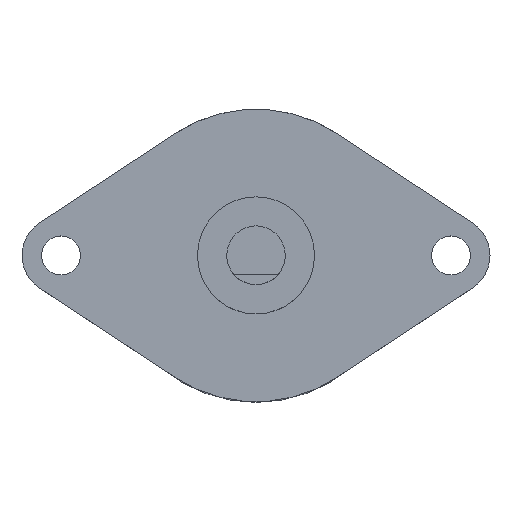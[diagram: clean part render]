
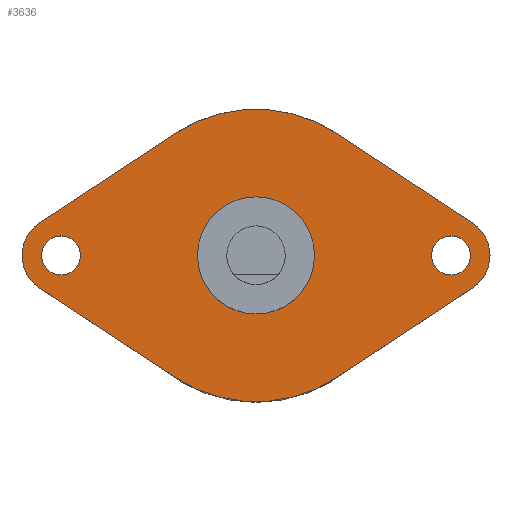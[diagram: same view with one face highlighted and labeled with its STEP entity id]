
A CAD part, top view. The second image highlights one B-rep face of the part: STEP entity #3636.
In plain terms, the highlighted planar face has unit normal (0, 0, 1).
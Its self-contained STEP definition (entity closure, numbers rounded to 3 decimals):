
#62 = DIRECTION ( 'NONE',  ( -1., 0., 0. ) ) ;
#74 = VERTEX_POINT ( 'NONE', #2516 ) ;
#99 = VERTEX_POINT ( 'NONE', #6212 ) ;
#107 = EDGE_LOOP ( 'NONE', ( #6946, #4488, #897, #1218, #4702, #9192, #1315, #7706, #4182 ) ) ;
#109 = DIRECTION ( 'NONE',  ( 0.835, 0.55, 0. ) ) ;
#147 = VECTOR ( 'NONE', #7782, 1000. ) ;
#150 = EDGE_CURVE ( 'NONE', #516, #6293, #7774, .T. ) ;
#235 = DIRECTION ( 'NONE',  ( 0., 0., -1. ) ) ;
#361 = DIRECTION ( 'NONE',  ( 0., 0., -1. ) ) ;
#516 = VERTEX_POINT ( 'NONE', #4058 ) ;
#669 = FACE_BOUND ( 'NONE', #3035, .T. ) ;
#775 = EDGE_CURVE ( 'NONE', #2426, #6972, #1886, .T. ) ;
#809 = VERTEX_POINT ( 'NONE', #967 ) ;
#892 = CARTESIAN_POINT ( 'NONE',  ( 4.125, 6.264, 22.5 ) ) ;
#897 = ORIENTED_EDGE ( 'NONE', *, *, #150, .T. ) ;
#967 = CARTESIAN_POINT ( 'NONE',  ( 12., 0., 22.5 ) ) ;
#1093 = DIRECTION ( 'NONE',  ( 1., 0., 0. ) ) ;
#1140 = VECTOR ( 'NONE', #8517, 1000. ) ;
#1218 = ORIENTED_EDGE ( 'NONE', *, *, #6922, .T. ) ;
#1220 = CARTESIAN_POINT ( 'NONE',  ( 10., 0., 22.5 ) ) ;
#1315 = ORIENTED_EDGE ( 'NONE', *, *, #2230, .T. ) ;
#1554 = CIRCLE ( 'NONE', #9171, 7.5 ) ;
#1572 = AXIS2_PLACEMENT_3D ( 'NONE', #7296, #2157, #8145 ) ;
#1584 = ORIENTED_EDGE ( 'NONE', *, *, #5338, .T. ) ;
#1732 = FACE_OUTER_BOUND ( 'NONE', #107, .T. ) ;
#1786 = CARTESIAN_POINT ( 'NONE',  ( 10., 0., 22.5 ) ) ;
#1832 = AXIS2_PLACEMENT_3D ( 'NONE', #7880, #5649, #1093 ) ;
#1834 = CIRCLE ( 'NONE', #8012, 1. ) ;
#1884 = DIRECTION ( 'NONE',  ( -1., 0., 0. ) ) ;
#1886 = LINE ( 'NONE', #9151, #3669 ) ;
#1930 = DIRECTION ( 'NONE',  ( 0., 0., -1. ) ) ;
#1949 = CARTESIAN_POINT ( 'NONE',  ( -10., 0., 22.5 ) ) ;
#1955 = AXIS2_PLACEMENT_3D ( 'NONE', #4206, #1930, #7893 ) ;
#1975 = DIRECTION ( 'NONE',  ( 1., 0., 0. ) ) ;
#2157 = DIRECTION ( 'NONE',  ( 0., 0., 1. ) ) ;
#2230 = EDGE_CURVE ( 'NONE', #6972, #809, #7748, .T. ) ;
#2254 = AXIS2_PLACEMENT_3D ( 'NONE', #3578, #8718, #5810 ) ;
#2403 = EDGE_CURVE ( 'NONE', #5955, #516, #2956, .T. ) ;
#2418 = CARTESIAN_POINT ( 'NONE',  ( 3., 0., 22.5 ) ) ;
#2426 = VERTEX_POINT ( 'NONE', #8583 ) ;
#2465 = EDGE_CURVE ( 'NONE', #4720, #7347, #5642, .T. ) ;
#2516 = CARTESIAN_POINT ( 'NONE',  ( 11.1, 1.67, 22.5 ) ) ;
#2535 = DIRECTION ( 'NONE',  ( -1., 0., 0. ) ) ;
#2593 = CARTESIAN_POINT ( 'NONE',  ( 0., 0., 22.5 ) ) ;
#2665 = EDGE_LOOP ( 'NONE', ( #9312, #8013 ) ) ;
#2670 = CIRCLE ( 'NONE', #8536, 7.5 ) ;
#2791 = AXIS2_PLACEMENT_3D ( 'NONE', #6031, #3113, #9101 ) ;
#2866 = EDGE_CURVE ( 'NONE', #7347, #4720, #5388, .T. ) ;
#2878 = CARTESIAN_POINT ( 'NONE',  ( 4.125, 6.264, 22.5 ) ) ;
#2956 = LINE ( 'NONE', #8486, #147 ) ;
#3035 = EDGE_LOOP ( 'NONE', ( #8628, #1584 ) ) ;
#3068 = CARTESIAN_POINT ( 'NONE',  ( 10., 0., 22.5 ) ) ;
#3112 = VECTOR ( 'NONE', #6837, 1000. ) ;
#3113 = DIRECTION ( 'NONE',  ( 0., 0., 1. ) ) ;
#3134 = EDGE_CURVE ( 'NONE', #99, #9156, #7848, .T. ) ;
#3169 = AXIS2_PLACEMENT_3D ( 'NONE', #3068, #6743, #62 ) ;
#3535 = DIRECTION ( 'NONE',  ( 0., 0., -1. ) ) ;
#3578 = CARTESIAN_POINT ( 'NONE',  ( -10., 0., 22.5 ) ) ;
#3635 = CARTESIAN_POINT ( 'NONE',  ( -11.1, -1.67, 22.5 ) ) ;
#3636 = ADVANCED_FACE ( 'NONE', ( #669, #1732, #4656, #7118 ), #3732, .T. ) ;
#3669 = VECTOR ( 'NONE', #109, 1000. ) ;
#3732 = PLANE ( 'NONE',  #2791 ) ;
#3808 = AXIS2_PLACEMENT_3D ( 'NONE', #2593, #361, #7828 ) ;
#3997 = EDGE_CURVE ( 'NONE', #4181, #4278, #4071, .T. ) ;
#4058 = CARTESIAN_POINT ( 'NONE',  ( -11.1, 1.67, 22.5 ) ) ;
#4071 = CIRCLE ( 'NONE', #1955, 3. ) ;
#4181 = VERTEX_POINT ( 'NONE', #8924 ) ;
#4182 = ORIENTED_EDGE ( 'NONE', *, *, #8793, .T. ) ;
#4206 = CARTESIAN_POINT ( 'NONE',  ( 0., 0., 22.5 ) ) ;
#4272 = DIRECTION ( 'NONE',  ( 0., 0., 1. ) ) ;
#4278 = VERTEX_POINT ( 'NONE', #2418 ) ;
#4453 = CARTESIAN_POINT ( 'NONE',  ( -11., 0., 22.5 ) ) ;
#4488 = ORIENTED_EDGE ( 'NONE', *, *, #2403, .T. ) ;
#4505 = AXIS2_PLACEMENT_3D ( 'NONE', #1786, #5608, #2535 ) ;
#4643 = CARTESIAN_POINT ( 'NONE',  ( 0., 0., 22.5 ) ) ;
#4656 = FACE_BOUND ( 'NONE', #9098, .T. ) ;
#4702 = ORIENTED_EDGE ( 'NONE', *, *, #5234, .F. ) ;
#4720 = VERTEX_POINT ( 'NONE', #4453 ) ;
#4981 = CARTESIAN_POINT ( 'NONE',  ( 0., 0., 22.5 ) ) ;
#5071 = ORIENTED_EDGE ( 'NONE', *, *, #3134, .F. ) ;
#5073 = LINE ( 'NONE', #6047, #3112 ) ;
#5234 = EDGE_CURVE ( 'NONE', #2426, #7306, #1554, .T. ) ;
#5338 = EDGE_CURVE ( 'NONE', #4278, #4181, #7363, .T. ) ;
#5388 = CIRCLE ( 'NONE', #1572, 1. ) ;
#5405 = CIRCLE ( 'NONE', #4505, 2. ) ;
#5608 = DIRECTION ( 'NONE',  ( 0., 0., 1. ) ) ;
#5642 = CIRCLE ( 'NONE', #2254, 1. ) ;
#5649 = DIRECTION ( 'NONE',  ( 0., 0., 1. ) ) ;
#5810 = DIRECTION ( 'NONE',  ( 1., 0., 0. ) ) ;
#5955 = VERTEX_POINT ( 'NONE', #7027 ) ;
#5998 = AXIS2_PLACEMENT_3D ( 'NONE', #1949, #6342, #1884 ) ;
#6031 = CARTESIAN_POINT ( 'NONE',  ( -7.5, 0., 22.5 ) ) ;
#6035 = EDGE_CURVE ( 'NONE', #9156, #99, #1834, .T. ) ;
#6047 = CARTESIAN_POINT ( 'NONE',  ( -4.125, -6.264, 22.5 ) ) ;
#6212 = CARTESIAN_POINT ( 'NONE',  ( 11., 0., 22.5 ) ) ;
#6293 = VERTEX_POINT ( 'NONE', #3635 ) ;
#6310 = LINE ( 'NONE', #892, #1140 ) ;
#6342 = DIRECTION ( 'NONE',  ( 0., 0., 1. ) ) ;
#6743 = DIRECTION ( 'NONE',  ( 0., 0., 1. ) ) ;
#6837 = DIRECTION ( 'NONE',  ( 0.835, -0.55, 0. ) ) ;
#6922 = EDGE_CURVE ( 'NONE', #6293, #7306, #5073, .T. ) ;
#6946 = ORIENTED_EDGE ( 'NONE', *, *, #8994, .F. ) ;
#6972 = VERTEX_POINT ( 'NONE', #7715 ) ;
#7027 = CARTESIAN_POINT ( 'NONE',  ( -4.125, 6.264, 22.5 ) ) ;
#7074 = ORIENTED_EDGE ( 'NONE', *, *, #6035, .F. ) ;
#7118 = FACE_BOUND ( 'NONE', #2665, .T. ) ;
#7176 = DIRECTION ( 'NONE',  ( -1., 0., 0. ) ) ;
#7190 = VERTEX_POINT ( 'NONE', #2878 ) ;
#7296 = CARTESIAN_POINT ( 'NONE',  ( -10., 0., 22.5 ) ) ;
#7306 = VERTEX_POINT ( 'NONE', #7468 ) ;
#7347 = VERTEX_POINT ( 'NONE', #8127 ) ;
#7363 = CIRCLE ( 'NONE', #3808, 3. ) ;
#7400 = CARTESIAN_POINT ( 'NONE',  ( 9., 0., 22.5 ) ) ;
#7468 = CARTESIAN_POINT ( 'NONE',  ( -4.125, -6.264, 22.5 ) ) ;
#7543 = EDGE_CURVE ( 'NONE', #809, #74, #5405, .T. ) ;
#7651 = DIRECTION ( 'NONE',  ( -1., 0., 0. ) ) ;
#7706 = ORIENTED_EDGE ( 'NONE', *, *, #7543, .T. ) ;
#7715 = CARTESIAN_POINT ( 'NONE',  ( 11.1, -1.67, 22.5 ) ) ;
#7748 = CIRCLE ( 'NONE', #3169, 2. ) ;
#7774 = CIRCLE ( 'NONE', #5998, 2. ) ;
#7782 = DIRECTION ( 'NONE',  ( -0.835, -0.55, 0. ) ) ;
#7828 = DIRECTION ( 'NONE',  ( -1., 0., 0. ) ) ;
#7848 = CIRCLE ( 'NONE', #1832, 1. ) ;
#7880 = CARTESIAN_POINT ( 'NONE',  ( 10., 0., 22.5 ) ) ;
#7893 = DIRECTION ( 'NONE',  ( -1., 0., 0. ) ) ;
#8012 = AXIS2_PLACEMENT_3D ( 'NONE', #1220, #4272, #1975 ) ;
#8013 = ORIENTED_EDGE ( 'NONE', *, *, #2465, .F. ) ;
#8127 = CARTESIAN_POINT ( 'NONE',  ( -9., 0., 22.5 ) ) ;
#8145 = DIRECTION ( 'NONE',  ( 1., 0., 0. ) ) ;
#8486 = CARTESIAN_POINT ( 'NONE',  ( -4.125, 6.264, 22.5 ) ) ;
#8517 = DIRECTION ( 'NONE',  ( -0.835, 0.55, 0. ) ) ;
#8536 = AXIS2_PLACEMENT_3D ( 'NONE', #4981, #3535, #7176 ) ;
#8583 = CARTESIAN_POINT ( 'NONE',  ( 4.125, -6.264, 22.5 ) ) ;
#8628 = ORIENTED_EDGE ( 'NONE', *, *, #3997, .T. ) ;
#8718 = DIRECTION ( 'NONE',  ( 0., 0., 1. ) ) ;
#8793 = EDGE_CURVE ( 'NONE', #74, #7190, #6310, .T. ) ;
#8924 = CARTESIAN_POINT ( 'NONE',  ( -3., 0., 22.5 ) ) ;
#8994 = EDGE_CURVE ( 'NONE', #5955, #7190, #2670, .T. ) ;
#9098 = EDGE_LOOP ( 'NONE', ( #5071, #7074 ) ) ;
#9101 = DIRECTION ( 'NONE',  ( 1., 0., 0. ) ) ;
#9151 = CARTESIAN_POINT ( 'NONE',  ( 11.1, -1.67, 22.5 ) ) ;
#9156 = VERTEX_POINT ( 'NONE', #7400 ) ;
#9171 = AXIS2_PLACEMENT_3D ( 'NONE', #4643, #235, #7651 ) ;
#9192 = ORIENTED_EDGE ( 'NONE', *, *, #775, .T. ) ;
#9312 = ORIENTED_EDGE ( 'NONE', *, *, #2866, .F. ) ;
